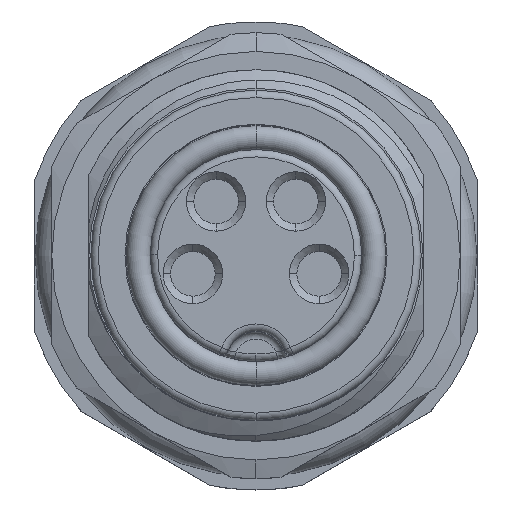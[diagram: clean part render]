
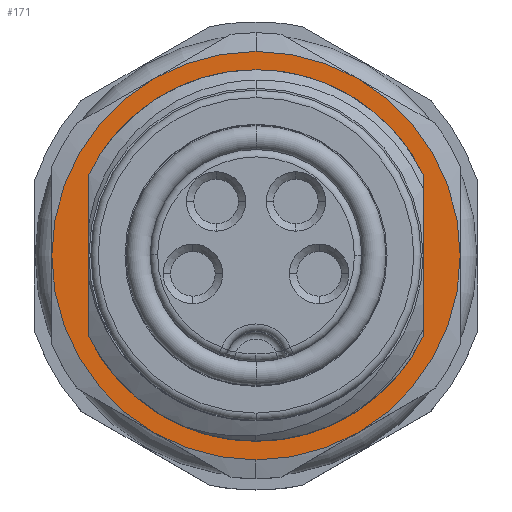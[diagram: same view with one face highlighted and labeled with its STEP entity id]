
A CAD part, top view. The second image highlights one B-rep face of the part: STEP entity #171.
In plain terms, the highlighted planar face has unit normal (0, 0, 1).
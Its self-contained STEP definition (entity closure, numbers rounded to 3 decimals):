
#171=ADVANCED_FACE('',(#514,#515),#516,.T.);
#514=FACE_OUTER_BOUND('',#1148,.T.);
#515=FACE_BOUND('',#1149,.T.);
#516=PLANE('',#1150);
#1148=EDGE_LOOP('',(#3544,#3545,#3546,#3547,#3548,#3549,#3550,#3551));
#1149=EDGE_LOOP('',(#3552,#3553,#3554,#3555,#3556,#3557,#3558,#3559,#3560));
#1150=AXIS2_PLACEMENT_3D('',#3561,#3562,#3563);
#3544=ORIENTED_EDGE('',*,*,#4537,.F.);
#3545=ORIENTED_EDGE('',*,*,#4538,.F.);
#3546=ORIENTED_EDGE('',*,*,#4210,.T.);
#3547=ORIENTED_EDGE('',*,*,#4539,.T.);
#3548=ORIENTED_EDGE('',*,*,#4540,.F.);
#3549=ORIENTED_EDGE('',*,*,#4541,.F.);
#3550=ORIENTED_EDGE('',*,*,#4542,.T.);
#3551=ORIENTED_EDGE('',*,*,#4208,.T.);
#3552=ORIENTED_EDGE('',*,*,#4535,.T.);
#3553=ORIENTED_EDGE('',*,*,#4364,.T.);
#3554=ORIENTED_EDGE('',*,*,#4534,.T.);
#3555=ORIENTED_EDGE('',*,*,#4543,.T.);
#3556=ORIENTED_EDGE('',*,*,#4544,.T.);
#3557=ORIENTED_EDGE('',*,*,#4406,.T.);
#3558=ORIENTED_EDGE('',*,*,#4545,.T.);
#3559=ORIENTED_EDGE('',*,*,#4280,.T.);
#3560=ORIENTED_EDGE('',*,*,#4385,.T.);
#3561=CARTESIAN_POINT('',(0.0,0.0,-6.0));
#3562=DIRECTION('',(0.0,0.0,1.0));
#3563=DIRECTION('',(1.0,0.0,0.0));
#4208=EDGE_CURVE('',#4723,#4727,#4729,.T.);
#4210=EDGE_CURVE('',#4733,#4730,#4734,.T.);
#4280=EDGE_CURVE('',#4865,#4862,#4866,.T.);
#4364=EDGE_CURVE('',#5025,#5024,#5027,.T.);
#4385=EDGE_CURVE('',#4862,#5048,#5050,.T.);
#4406=EDGE_CURVE('',#5074,#5077,#5079,.T.);
#4534=EDGE_CURVE('',#5024,#5281,#5283,.T.);
#4535=EDGE_CURVE('',#5048,#5025,#5284,.T.);
#4537=EDGE_CURVE('',#5286,#4727,#5287,.T.);
#4538=EDGE_CURVE('',#4733,#5286,#5288,.T.);
#4539=EDGE_CURVE('',#4730,#5289,#5290,.T.);
#4540=EDGE_CURVE('',#5291,#5289,#5292,.T.);
#4541=EDGE_CURVE('',#5293,#5291,#5294,.T.);
#4542=EDGE_CURVE('',#5293,#4723,#5295,.T.);
#4543=EDGE_CURVE('',#5281,#5296,#5297,.T.);
#4544=EDGE_CURVE('',#5296,#5074,#5298,.T.);
#4545=EDGE_CURVE('',#5077,#4865,#5299,.T.);
#4723=VERTEX_POINT('',#5555);
#4727=VERTEX_POINT('',#5560);
#4729=CIRCLE('',#5570,5.5);
#4730=VERTEX_POINT('',#5571);
#4733=VERTEX_POINT('',#5575);
#4734=CIRCLE('',#5576,5.5);
#4862=VERTEX_POINT('',#5768);
#4865=VERTEX_POINT('',#5772);
#4866=CIRCLE('',#5773,5.0);
#5024=VERTEX_POINT('',#6686);
#5025=VERTEX_POINT('',#6687);
#5027=LINE('',#6700,#6701);
#5048=VERTEX_POINT('',#7118);
#5050=CIRCLE('',#7137,5.0);
#5074=VERTEX_POINT('',#7339);
#5077=VERTEX_POINT('',#7363);
#5079=LINE('',#7369,#7370);
#5281=VERTEX_POINT('',#7763);
#5283=B_SPLINE_CURVE_WITH_KNOTS('',3,(#7853,#7854,#7855,#7856,#7857,#7858,#7859,#7860,#7861),.UNSPECIFIED.,.F.,.F.,(4,1,1,1,1,1,4),(0.0,0.167,0.333,0.5,0.667,0.833,1.0),.UNSPECIFIED.);
#5284=B_SPLINE_CURVE_WITH_KNOTS('',3,(#7862,#7863,#7864,#7865,#7866,#7867,#7868,#7869,#7870,#7871,#7872,#7873),.UNSPECIFIED.,.F.,.F.,(4,1,1,1,1,1,1,1,1,4),(0.0,0.111,0.222,0.333,0.444,0.556,0.667,0.778,0.889,1.0),.UNSPECIFIED.);
#5286=VERTEX_POINT('',#7901);
#5287=CIRCLE('',#7902,5.5);
#5288=CIRCLE('',#7903,5.5);
#5289=VERTEX_POINT('',#7904);
#5290=CIRCLE('',#7905,5.5);
#5291=VERTEX_POINT('',#7906);
#5292=CIRCLE('',#7907,5.5);
#5293=VERTEX_POINT('',#7908);
#5294=CIRCLE('',#7909,5.5);
#5295=CIRCLE('',#7910,5.5);
#5296=VERTEX_POINT('',#7911);
#5297=B_SPLINE_CURVE_WITH_KNOTS('',3,(#7912,#7913,#7914,#7915,#7916,#7917,#7918,#7919,#7920,#7921,#7922,#7923,#7924,#7925,#7926,#7927,#7928,#7929,#7930),.UNSPECIFIED.,.F.,.F.,(4,1,1,1,1,1,1,1,1,1,1,1,1,1,1,1,4),(0.0,0.063,0.125,0.188,0.25,0.313,0.375,0.438,0.5,0.563,0.625,0.688,0.75,0.813,0.875,0.938,1.0),.UNSPECIFIED.);
#5298=B_SPLINE_CURVE_WITH_KNOTS('',3,(#7931,#7932,#7933,#7934,#7935,#7936,#7937,#7938,#7939),.UNSPECIFIED.,.F.,.F.,(4,1,1,1,1,1,4),(0.0,0.167,0.333,0.5,0.667,0.833,1.0),.UNSPECIFIED.);
#5299=B_SPLINE_CURVE_WITH_KNOTS('',3,(#7940,#7941,#7942,#7943,#7944,#7945,#7946,#7947,#7948,#7949,#7950,#7951),.UNSPECIFIED.,.F.,.F.,(4,1,1,1,1,1,1,1,1,4),(0.0,0.111,0.222,0.333,0.444,0.556,0.667,0.778,0.889,1.0),.UNSPECIFIED.);
#5555=CARTESIAN_POINT('',(0.,5.5,-6.0));
#5560=CARTESIAN_POINT('',(-2.75,4.763,-6.0));
#5570=AXIS2_PLACEMENT_3D('',#9005,#9006,#9007);
#5571=CARTESIAN_POINT('',(0.,-5.5,-6.0));
#5575=CARTESIAN_POINT('',(-2.75,-4.763,-6.0));
#5576=AXIS2_PLACEMENT_3D('',#9009,#9010,#9011);
#5768=CARTESIAN_POINT('',(0.,5.0,-6.0));
#5772=CARTESIAN_POINT('',(-1.913,4.619,-6.0));
#5773=AXIS2_PLACEMENT_3D('',#9159,#9160,#9161);
#6686=CARTESIAN_POINT('',(4.5,-1.019,-6.0));
#6687=CARTESIAN_POINT('',(4.5,1.576,-6.0));
#6700=CARTESIAN_POINT('',(4.5,1.576,-6.0));
#6701=VECTOR('',#9213,2.595);
#7118=CARTESIAN_POINT('',(1.913,4.619,-6.0));
#7137=AXIS2_PLACEMENT_3D('',#9217,#9218,#9219);
#7339=CARTESIAN_POINT('',(-4.5,-1.019,-6.0));
#7363=CARTESIAN_POINT('',(-4.5,1.576,-6.0));
#7369=CARTESIAN_POINT('',(-4.5,-1.019,-6.0));
#7370=VECTOR('',#9228,2.595);
#7763=CARTESIAN_POINT('',(3.153,-3.153,-6.0));
#7853=CARTESIAN_POINT('',(4.5,-1.019,-6.0));
#7854=CARTESIAN_POINT('',(4.46,-1.158,-6.0));
#7855=CARTESIAN_POINT('',(4.367,-1.429,-6.0));
#7856=CARTESIAN_POINT('',(4.19,-1.821,-6.0));
#7857=CARTESIAN_POINT('',(3.979,-2.193,-6.0));
#7858=CARTESIAN_POINT('',(3.734,-2.542,-6.0));
#7859=CARTESIAN_POINT('',(3.459,-2.865,-6.0));
#7860=CARTESIAN_POINT('',(3.258,-3.06,-6.0));
#7861=CARTESIAN_POINT('',(3.153,-3.153,-6.0));
#7862=CARTESIAN_POINT('',(1.913,4.619,-6.0));
#7863=CARTESIAN_POINT('',(2.053,4.552,-6.0));
#7864=CARTESIAN_POINT('',(2.325,4.406,-6.0));
#7865=CARTESIAN_POINT('',(2.711,4.149,-6.0));
#7866=CARTESIAN_POINT('',(3.069,3.858,-6.0));
#7867=CARTESIAN_POINT('',(3.398,3.537,-6.0));
#7868=CARTESIAN_POINT('',(3.693,3.188,-6.0));
#7869=CARTESIAN_POINT('',(3.955,2.813,-6.0));
#7870=CARTESIAN_POINT('',(4.177,2.418,-6.0));
#7871=CARTESIAN_POINT('',(4.363,2.004,-6.0));
#7872=CARTESIAN_POINT('',(4.459,1.721,-6.0));
#7873=CARTESIAN_POINT('',(4.5,1.576,-6.0));
#7901=CARTESIAN_POINT('',(-5.5,0.,-6.0));
#7902=AXIS2_PLACEMENT_3D('',#9469,#9470,#9471);
#7903=AXIS2_PLACEMENT_3D('',#9472,#9473,#9474);
#7904=CARTESIAN_POINT('',(2.75,-4.763,-6.0));
#7905=AXIS2_PLACEMENT_3D('',#9475,#9476,#9477);
#7906=CARTESIAN_POINT('',(5.5,0.0,-6.0));
#7907=AXIS2_PLACEMENT_3D('',#9478,#9479,#9480);
#7908=CARTESIAN_POINT('',(2.75,4.763,-6.0));
#7909=AXIS2_PLACEMENT_3D('',#9481,#9482,#9483);
#7910=AXIS2_PLACEMENT_3D('',#9484,#9485,#9486);
#7911=CARTESIAN_POINT('',(-3.153,-3.153,-6.0));
#7912=CARTESIAN_POINT('',(3.153,-3.153,-6.0));
#7913=CARTESIAN_POINT('',(3.049,-3.257,-6.0));
#7914=CARTESIAN_POINT('',(2.833,-3.452,-6.0));
#7915=CARTESIAN_POINT('',(2.481,-3.713,-6.0));
#7916=CARTESIAN_POINT('',(2.105,-3.939,-6.0));
#7917=CARTESIAN_POINT('',(1.709,-4.126,-6.0));
#7918=CARTESIAN_POINT('',(1.296,-4.274,-6.0));
#7919=CARTESIAN_POINT('',(0.871,-4.38,-6.0));
#7920=CARTESIAN_POINT('',(0.438,-4.444,-6.0));
#7921=CARTESIAN_POINT('',(0.,-4.466,-6.0));
#7922=CARTESIAN_POINT('',(-0.438,-4.444,-6.0));
#7923=CARTESIAN_POINT('',(-0.871,-4.38,-6.0));
#7924=CARTESIAN_POINT('',(-1.297,-4.274,-6.0));
#7925=CARTESIAN_POINT('',(-1.709,-4.126,-6.0));
#7926=CARTESIAN_POINT('',(-2.105,-3.939,-6.0));
#7927=CARTESIAN_POINT('',(-2.482,-3.713,-6.0));
#7928=CARTESIAN_POINT('',(-2.833,-3.452,-6.0));
#7929=CARTESIAN_POINT('',(-3.049,-3.256,-6.0));
#7930=CARTESIAN_POINT('',(-3.153,-3.153,-6.0));
#7931=CARTESIAN_POINT('',(-3.153,-3.153,-6.0));
#7932=CARTESIAN_POINT('',(-3.258,-3.06,-6.0));
#7933=CARTESIAN_POINT('',(-3.459,-2.864,-6.0));
#7934=CARTESIAN_POINT('',(-3.735,-2.541,-6.0));
#7935=CARTESIAN_POINT('',(-3.979,-2.193,-6.0));
#7936=CARTESIAN_POINT('',(-4.19,-1.821,-6.0));
#7937=CARTESIAN_POINT('',(-4.367,-1.43,-6.0));
#7938=CARTESIAN_POINT('',(-4.46,-1.158,-6.0));
#7939=CARTESIAN_POINT('',(-4.5,-1.019,-6.0));
#7940=CARTESIAN_POINT('',(-4.5,1.576,-6.0));
#7941=CARTESIAN_POINT('',(-4.459,1.72,-6.0));
#7942=CARTESIAN_POINT('',(-4.363,2.004,-6.0));
#7943=CARTESIAN_POINT('',(-4.178,2.418,-6.0));
#7944=CARTESIAN_POINT('',(-3.954,2.813,-6.0));
#7945=CARTESIAN_POINT('',(-3.694,3.187,-6.0));
#7946=CARTESIAN_POINT('',(-3.397,3.537,-6.0));
#7947=CARTESIAN_POINT('',(-3.07,3.858,-6.0));
#7948=CARTESIAN_POINT('',(-2.711,4.149,-6.0));
#7949=CARTESIAN_POINT('',(-2.325,4.406,-6.0));
#7950=CARTESIAN_POINT('',(-2.053,4.552,-6.0));
#7951=CARTESIAN_POINT('',(-1.913,4.619,-6.0));
#9005=CARTESIAN_POINT('',(0.0,0.0,-6.0));
#9006=DIRECTION('',(0.0,-0.0,1.0));
#9007=DIRECTION('',(0.5,0.866,0.0));
#9009=CARTESIAN_POINT('',(0.0,0.0,-6.0));
#9010=DIRECTION('',(0.0,0.0,1.0));
#9011=DIRECTION('',(-0.5,-0.866,0.0));
#9159=CARTESIAN_POINT('',(0.0,0.0,-6.0));
#9160=DIRECTION('',(0.0,0.0,-1.0));
#9161=DIRECTION('',(-0.383,0.924,0.0));
#9213=DIRECTION('',(0.0,-1.0,0.0));
#9217=CARTESIAN_POINT('',(0.0,0.0,-6.0));
#9218=DIRECTION('',(0.0,0.0,-1.0));
#9219=DIRECTION('',(-0.383,0.924,0.0));
#9228=DIRECTION('',(0.0,1.0,0.0));
#9469=CARTESIAN_POINT('',(0.0,0.0,-6.0));
#9470=DIRECTION('',(0.0,0.0,-1.0));
#9471=DIRECTION('',(-1.0,0.0,0.0));
#9472=CARTESIAN_POINT('',(0.0,0.0,-6.0));
#9473=DIRECTION('',(-0.0,0.0,-1.0));
#9474=DIRECTION('',(-0.5,-0.866,0.0));
#9475=CARTESIAN_POINT('',(0.0,0.0,-6.0));
#9476=DIRECTION('',(0.0,0.0,1.0));
#9477=DIRECTION('',(-0.5,-0.866,0.0));
#9478=CARTESIAN_POINT('',(0.0,0.0,-6.0));
#9479=DIRECTION('',(0.0,0.0,-1.0));
#9480=DIRECTION('',(1.0,0.0,0.0));
#9481=CARTESIAN_POINT('',(0.0,0.0,-6.0));
#9482=DIRECTION('',(0.0,0.0,-1.0));
#9483=DIRECTION('',(0.5,0.866,0.0));
#9484=CARTESIAN_POINT('',(0.0,0.0,-6.0));
#9485=DIRECTION('',(0.0,-0.0,1.0));
#9486=DIRECTION('',(0.5,0.866,0.0));
